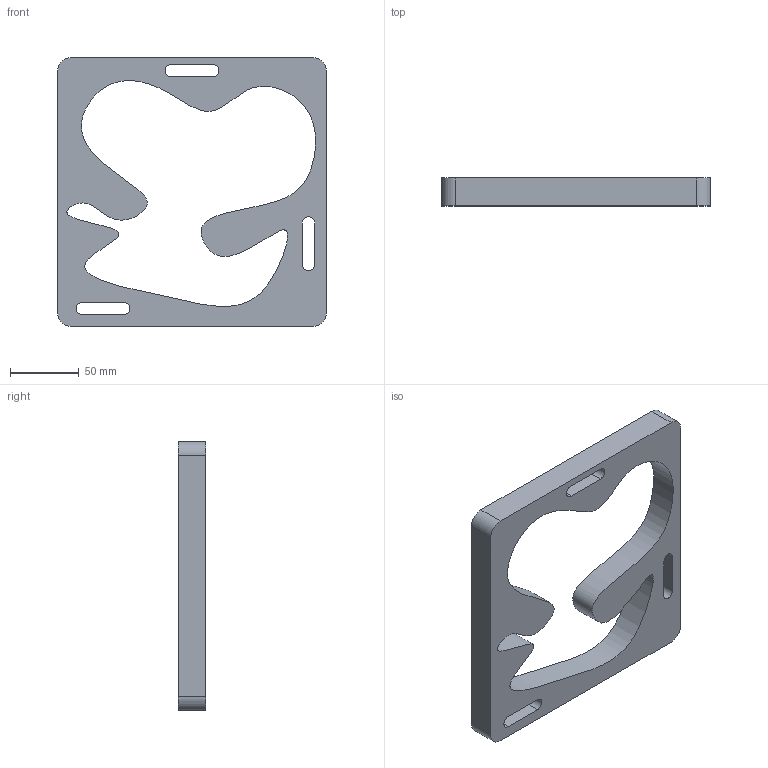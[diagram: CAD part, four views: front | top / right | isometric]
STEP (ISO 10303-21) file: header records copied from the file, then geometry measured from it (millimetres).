
FILE_DESCRIPTION (( 'STEP AP214' ), '1' );
FILE_NAME ('2D_Curve_V2.STEP', '2023-10-31T19:29:45', ( '' ), ( '' ), 'SwSTEP 2.0', 'SolidWorks 2020', '' );
FILE_SCHEMA (( 'AUTOMOTIVE_DESIGN' ));
Length unit declared in the file: millimetre
Products named in the file (1): 2D_Curve_V2
Bounding box: 195 x 20 x 195 mm (x, y, z)
Volume: 357645.6 mm3; surface area: 72920.9 mm2
Topology: 1 solids, 1 shells, 34 faces, 87 edges, 58 vertices
Faces by surface type: plane 15, cylinder 11, cone 6, bspline 2
Entity records: 1183 total; most frequent: CARTESIAN_POINT 282, DIRECTION 183, ORIENTED_EDGE 174, EDGE_CURVE 87, AXIS2_PLACEMENT_3D 67, VERTEX_POINT 58, LINE 49, VECTOR 49
